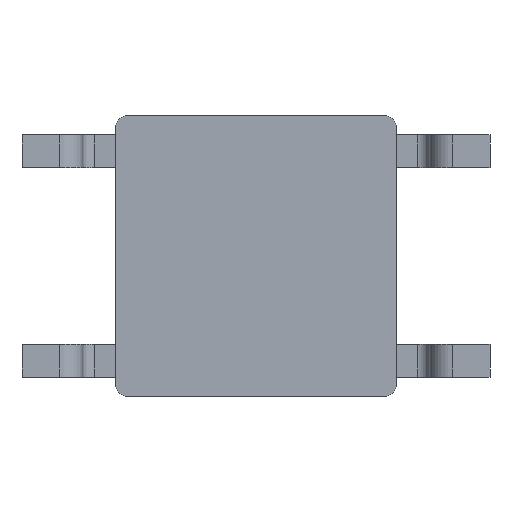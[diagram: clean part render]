
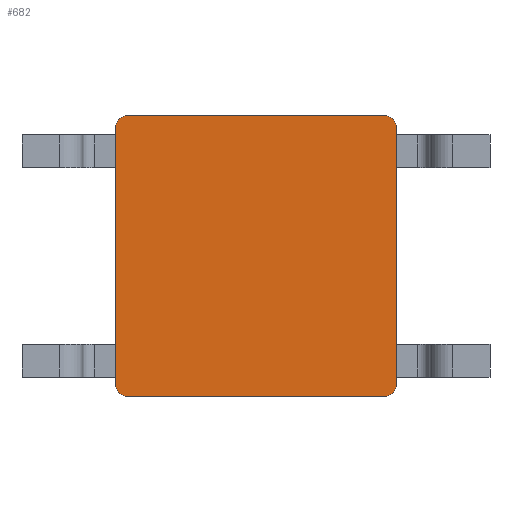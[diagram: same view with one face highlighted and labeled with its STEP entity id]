
A CAD part, front view. The second image highlights one B-rep face of the part: STEP entity #682.
In plain terms, the highlighted planar face has unit normal (0, -1, 0).
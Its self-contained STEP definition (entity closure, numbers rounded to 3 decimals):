
#6 = VECTOR ( 'NONE', #1400, 1000. ) ;
#26 = CARTESIAN_POINT ( 'NONE',  ( 2.75, 0.15, -2.75 ) ) ;
#30 = CARTESIAN_POINT ( 'NONE',  ( 2.75, 0.15, -3. ) ) ;
#34 = LINE ( 'NONE', #2070, #6 ) ;
#56 = AXIS2_PLACEMENT_3D ( 'NONE', #1866, #2257, #87 ) ;
#87 = DIRECTION ( 'NONE',  ( 0., 0., -1. ) ) ;
#139 = CARTESIAN_POINT ( 'NONE',  ( -2.75, 0.15, 3. ) ) ;
#143 = DIRECTION ( 'NONE',  ( 0., 0., -1. ) ) ;
#157 = DIRECTION ( 'NONE',  ( 0., 0., -1. ) ) ;
#163 = DIRECTION ( 'NONE',  ( 1., 0., 0. ) ) ;
#253 = CIRCLE ( 'NONE', #56, 0.25 ) ;
#261 = PLANE ( 'NONE',  #1243 ) ;
#273 = VERTEX_POINT ( 'NONE', #30 ) ;
#315 = CARTESIAN_POINT ( 'NONE',  ( 2.75, 0.15, 3. ) ) ;
#325 = CARTESIAN_POINT ( 'NONE',  ( 3., 0.15, -2.75 ) ) ;
#353 = EDGE_CURVE ( 'NONE', #416, #619, #1751, .T. ) ;
#399 = EDGE_CURVE ( 'NONE', #2778, #2775, #818, .T. ) ;
#416 = VERTEX_POINT ( 'NONE', #2397 ) ;
#561 = DIRECTION ( 'NONE',  ( -1., 0., 0. ) ) ;
#609 = ORIENTED_EDGE ( 'NONE', *, *, #1419, .T. ) ;
#619 = VERTEX_POINT ( 'NONE', #2283 ) ;
#632 = ORIENTED_EDGE ( 'NONE', *, *, #2055, .F. ) ;
#644 = DIRECTION ( 'NONE',  ( 0., 0., 1. ) ) ;
#682 = ADVANCED_FACE ( 'NONE', ( #2699 ), #261, .T. ) ;
#691 = VERTEX_POINT ( 'NONE', #325 ) ;
#764 = VECTOR ( 'NONE', #644, 1000. ) ;
#806 = ORIENTED_EDGE ( 'NONE', *, *, #835, .T. ) ;
#818 = LINE ( 'NONE', #1225, #858 ) ;
#835 = EDGE_CURVE ( 'NONE', #273, #691, #2865, .T. ) ;
#847 = CARTESIAN_POINT ( 'NONE',  ( -3., 0.15, -3. ) ) ;
#858 = VECTOR ( 'NONE', #163, 1000. ) ;
#859 = CARTESIAN_POINT ( 'NONE',  ( -2.75, 0.15, 2.75 ) ) ;
#1005 = CARTESIAN_POINT ( 'NONE',  ( 0., 0.15, 0. ) ) ;
#1037 = EDGE_CURVE ( 'NONE', #416, #1257, #1460, .T. ) ;
#1135 = LINE ( 'NONE', #847, #2063 ) ;
#1178 = CIRCLE ( 'NONE', #1612, 0.25 ) ;
#1206 = CARTESIAN_POINT ( 'NONE',  ( -2.75, 0.15, -2.75 ) ) ;
#1225 = CARTESIAN_POINT ( 'NONE',  ( -3., 0.15, 3. ) ) ;
#1243 = AXIS2_PLACEMENT_3D ( 'NONE', #1005, #2851, #143 ) ;
#1257 = VERTEX_POINT ( 'NONE', #2908 ) ;
#1288 = CARTESIAN_POINT ( 'NONE',  ( -3., 0.15, 3. ) ) ;
#1292 = DIRECTION ( 'NONE',  ( 0., -1., 0. ) ) ;
#1366 = EDGE_LOOP ( 'NONE', ( #632, #806, #2197, #609, #1431, #1395, #1383, #2354 ) ) ;
#1383 = ORIENTED_EDGE ( 'NONE', *, *, #353, .F. ) ;
#1395 = ORIENTED_EDGE ( 'NONE', *, *, #2097, .T. ) ;
#1400 = DIRECTION ( 'NONE',  ( 0., 0., -1. ) ) ;
#1419 = EDGE_CURVE ( 'NONE', #1601, #2775, #253, .T. ) ;
#1431 = ORIENTED_EDGE ( 'NONE', *, *, #399, .F. ) ;
#1460 = CIRCLE ( 'NONE', #2792, 0.25 ) ;
#1486 = EDGE_CURVE ( 'NONE', #1601, #691, #34, .T. ) ;
#1601 = VERTEX_POINT ( 'NONE', #1824 ) ;
#1612 = AXIS2_PLACEMENT_3D ( 'NONE', #859, #1763, #2351 ) ;
#1751 = LINE ( 'NONE', #1288, #764 ) ;
#1763 = DIRECTION ( 'NONE',  ( 0., -1., 0. ) ) ;
#1824 = CARTESIAN_POINT ( 'NONE',  ( 3., 0.15, 2.75 ) ) ;
#1866 = CARTESIAN_POINT ( 'NONE',  ( 2.75, 0.15, 2.75 ) ) ;
#2028 = DIRECTION ( 'NONE',  ( 0., -1., 0. ) ) ;
#2055 = EDGE_CURVE ( 'NONE', #273, #1257, #1135, .T. ) ;
#2063 = VECTOR ( 'NONE', #561, 1000. ) ;
#2070 = CARTESIAN_POINT ( 'NONE',  ( 3., 0.15, 3. ) ) ;
#2097 = EDGE_CURVE ( 'NONE', #2778, #619, #1178, .T. ) ;
#2197 = ORIENTED_EDGE ( 'NONE', *, *, #1486, .F. ) ;
#2257 = DIRECTION ( 'NONE',  ( 0., -1., 0. ) ) ;
#2283 = CARTESIAN_POINT ( 'NONE',  ( -3., 0.15, 2.75 ) ) ;
#2351 = DIRECTION ( 'NONE',  ( 0., 0., -1. ) ) ;
#2354 = ORIENTED_EDGE ( 'NONE', *, *, #1037, .T. ) ;
#2397 = CARTESIAN_POINT ( 'NONE',  ( -3., 0.15, -2.75 ) ) ;
#2418 = AXIS2_PLACEMENT_3D ( 'NONE', #26, #2028, #157 ) ;
#2598 = DIRECTION ( 'NONE',  ( 0., 0., -1. ) ) ;
#2699 = FACE_OUTER_BOUND ( 'NONE', #1366, .T. ) ;
#2775 = VERTEX_POINT ( 'NONE', #315 ) ;
#2778 = VERTEX_POINT ( 'NONE', #139 ) ;
#2792 = AXIS2_PLACEMENT_3D ( 'NONE', #1206, #1292, #2598 ) ;
#2851 = DIRECTION ( 'NONE',  ( 0., -1., 0. ) ) ;
#2865 = CIRCLE ( 'NONE', #2418, 0.25 ) ;
#2908 = CARTESIAN_POINT ( 'NONE',  ( -2.75, 0.15, -3. ) ) ;
